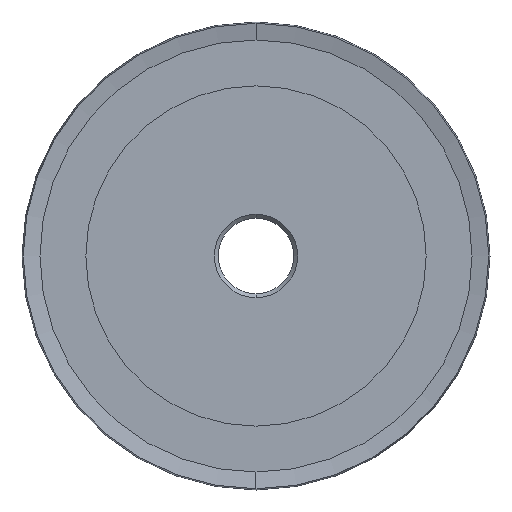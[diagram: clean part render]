
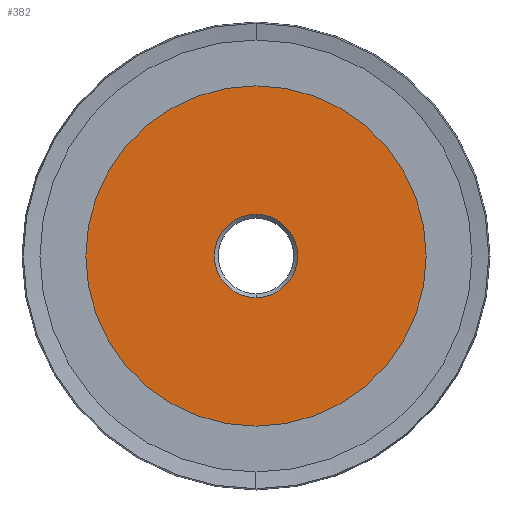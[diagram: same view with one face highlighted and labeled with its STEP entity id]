
A CAD part, left-side view. The second image highlights one B-rep face of the part: STEP entity #382.
In plain terms, the highlighted planar face has unit normal (-1, 0, 0).
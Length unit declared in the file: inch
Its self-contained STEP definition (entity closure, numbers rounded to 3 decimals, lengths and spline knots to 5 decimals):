
#267 = VERTEX_POINT ( 'NONE', #3493 ) ;
#382 = ADVANCED_FACE ( 'NONE', ( #4090, #5328 ), #4285, .T. ) ;
#610 = EDGE_CURVE ( 'NONE', #2083, #3632, #5110, .T. ) ;
#659 = CARTESIAN_POINT ( 'NONE',  ( 0., 0., -0.275 ) ) ;
#801 = CIRCLE ( 'NONE', #1360, 1.125 ) ;
#931 = AXIS2_PLACEMENT_3D ( 'NONE', #1024, #4273, #1500 ) ;
#1000 = CARTESIAN_POINT ( 'NONE',  ( 0., 0., 0. ) ) ;
#1024 = CARTESIAN_POINT ( 'NONE',  ( 0., 0., 0. ) ) ;
#1052 = AXIS2_PLACEMENT_3D ( 'NONE', #3816, #1961, #1214 ) ;
#1214 = DIRECTION ( 'NONE',  ( 0., 0., 1. ) ) ;
#1251 = CARTESIAN_POINT ( 'NONE',  ( 0., 0., 0. ) ) ;
#1360 = AXIS2_PLACEMENT_3D ( 'NONE', #1000, #4252, #1470 ) ;
#1382 = ORIENTED_EDGE ( 'NONE', *, *, #2475, .T. ) ;
#1470 = DIRECTION ( 'NONE',  ( 0., 0., 1. ) ) ;
#1480 = EDGE_LOOP ( 'NONE', ( #1744, #4490 ) ) ;
#1500 = DIRECTION ( 'NONE',  ( 0., 0., 1. ) ) ;
#1590 = DIRECTION ( 'NONE',  ( 1., 0., 0. ) ) ;
#1654 = ORIENTED_EDGE ( 'NONE', *, *, #610, .T. ) ;
#1718 = DIRECTION ( 'NONE',  ( 0., 0., 1. ) ) ;
#1744 = ORIENTED_EDGE ( 'NONE', *, *, #5934, .T. ) ;
#1961 = DIRECTION ( 'NONE',  ( -1., 0., 0. ) ) ;
#2011 = AXIS2_PLACEMENT_3D ( 'NONE', #1251, #4493, #1718 ) ;
#2083 = VERTEX_POINT ( 'NONE', #4966 ) ;
#2475 = EDGE_CURVE ( 'NONE', #3632, #2083, #801, .T. ) ;
#2477 = CARTESIAN_POINT ( 'NONE',  ( 0., 0., -1.125 ) ) ;
#2643 = VERTEX_POINT ( 'NONE', #659 ) ;
#3194 = CIRCLE ( 'NONE', #4614, 0.275 ) ;
#3493 = CARTESIAN_POINT ( 'NONE',  ( 0., 0., 0.275 ) ) ;
#3632 = VERTEX_POINT ( 'NONE', #2477 ) ;
#3816 = CARTESIAN_POINT ( 'NONE',  ( 0., 0., 0. ) ) ;
#4090 = FACE_BOUND ( 'NONE', #1480, .T. ) ;
#4252 = DIRECTION ( 'NONE',  ( -1., 0., 0. ) ) ;
#4273 = DIRECTION ( 'NONE',  ( -1., 0., 0. ) ) ;
#4285 = PLANE ( 'NONE',  #1052 ) ;
#4364 = CARTESIAN_POINT ( 'NONE',  ( 0., 0., 0. ) ) ;
#4436 = EDGE_LOOP ( 'NONE', ( #1382, #1654 ) ) ;
#4490 = ORIENTED_EDGE ( 'NONE', *, *, #5748, .T. ) ;
#4493 = DIRECTION ( 'NONE',  ( 1., 0., 0. ) ) ;
#4614 = AXIS2_PLACEMENT_3D ( 'NONE', #4364, #1590, #4830 ) ;
#4830 = DIRECTION ( 'NONE',  ( 0., 0., 1. ) ) ;
#4966 = CARTESIAN_POINT ( 'NONE',  ( 0., 0., 1.125 ) ) ;
#5110 = CIRCLE ( 'NONE', #931, 1.125 ) ;
#5328 = FACE_OUTER_BOUND ( 'NONE', #4436, .T. ) ;
#5735 = CIRCLE ( 'NONE', #2011, 0.275 ) ;
#5748 = EDGE_CURVE ( 'NONE', #2643, #267, #3194, .T. ) ;
#5934 = EDGE_CURVE ( 'NONE', #267, #2643, #5735, .T. ) ;
